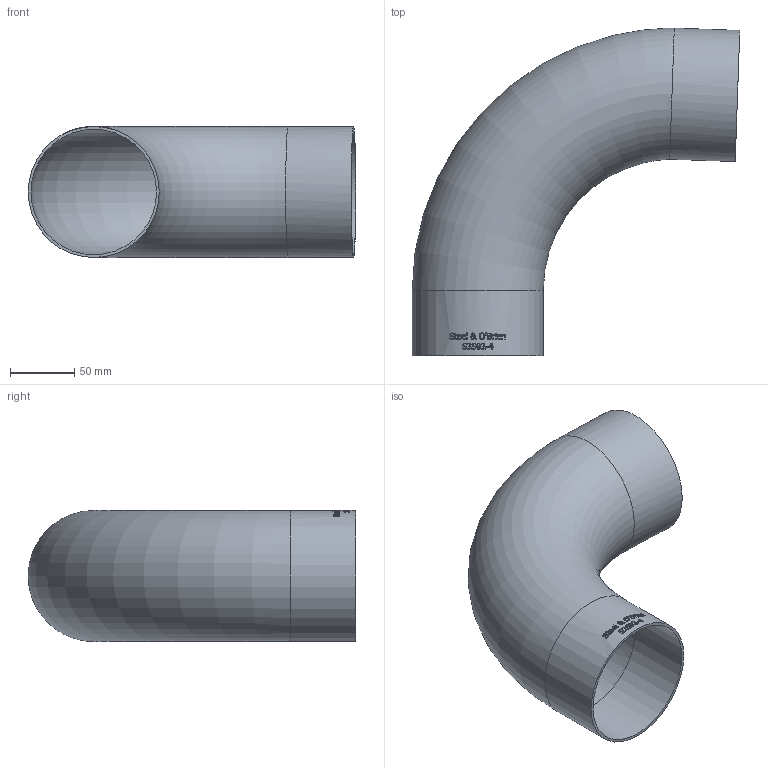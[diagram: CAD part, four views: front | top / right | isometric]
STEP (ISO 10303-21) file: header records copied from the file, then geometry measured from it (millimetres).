
FILE_DESCRIPTION(/* description */ (''),/* implementation_level */ '2;1');
FILE_NAME(/* name */ 'S2S92-4.stp',/* time_stamp */ '2018-11-27T15:41:39-05:00',/* author */ ('ken'),/* organization */ (''),/* preprocessor_version */ 'ST-DEVELOPER v15.2',/* originating_system */ 'Autodesk Inventor 2014',/* authorisation */ '');
FILE_SCHEMA (('AUTOMOTIVE_DESIGN { 1 0 10303 214 3 1 1 }'));
Length unit declared in the file: inch
Products named in the file (1): S2S92-4
Bounding box: 253.97 x 254 x 101.6 mm (x, y, z)
Volume: 223789.3 mm3; surface area: 213436.9 mm2
Topology: 1 solids, 1 shells, 351 faces, 956 edges, 638 vertices
Faces by surface type: bspline 194, plane 122, cylinder 33, torus 2
Full cylindrical faces by diameter (mm): 97.384 x1, 101.6 x1
Entity records: 15091 total; most frequent: CARTESIAN_POINT 7393, ORIENTED_EDGE 1900, DIRECTION 1010, EDGE_CURVE 950, VERTEX_POINT 636, LINE 422, VECTOR 422, B_SPLINE_CURVE_WITH_KNOTS 392
